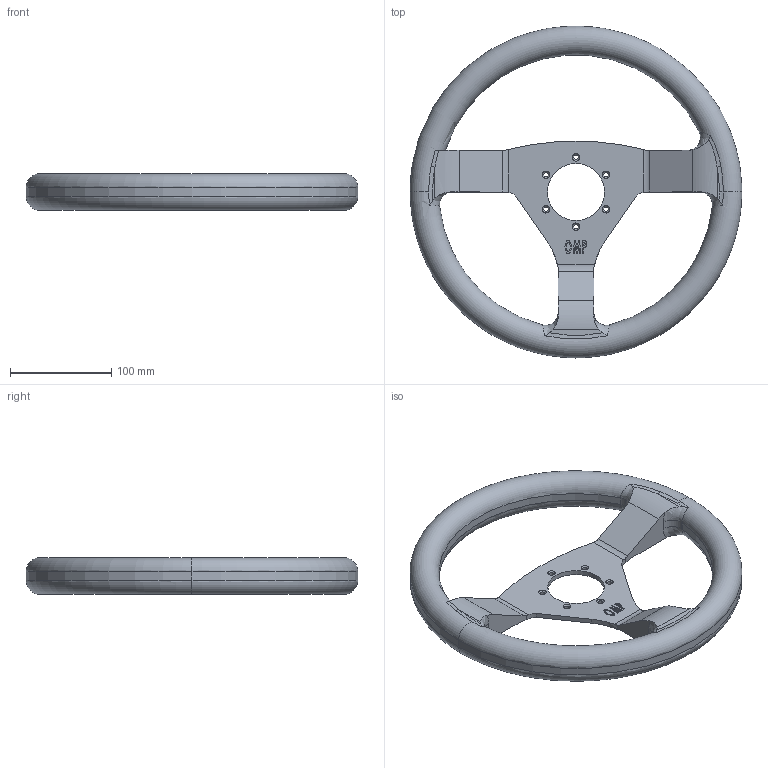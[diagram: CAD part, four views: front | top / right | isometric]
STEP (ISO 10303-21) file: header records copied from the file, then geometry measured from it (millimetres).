
FILE_DESCRIPTION (( 'STEP AP214' ), '1' );
FILE_NAME ('F1F19571-1807-4B19-99A6-966A2332E0AB.STEP', '2008-09-17T11:38:35', ( 'sysAdmin' ), ( 'SolidWorks' ), 'SwSTEP 2.0', 'SolidWorks 2008', '' );
FILE_SCHEMA (( 'AUTOMOTIVE_DESIGN' ));
Length unit declared in the file: inch
Products named in the file (1): F1F19571-1807-4B19-99A6-966A2332E0AB
Bounding box: 328.57 x 328.57 x 36.5 mm (x, y, z)
Volume: 1033505.7 mm3; surface area: 141789.5 mm2
Topology: 1 solids, 1 shells, 132 faces, 358 edges, 227 vertices
Faces by surface type: plane 45, cylinder 40, bspline 27, cone 12, torus 8
Entity records: 6700 total; most frequent: CARTESIAN_POINT 2982, ORIENTED_EDGE 716, DIRECTION 599, EDGE_CURVE 358, VERTEX_POINT 227, AXIS2_PLACEMENT_3D 218, LINE 163, VECTOR 163
